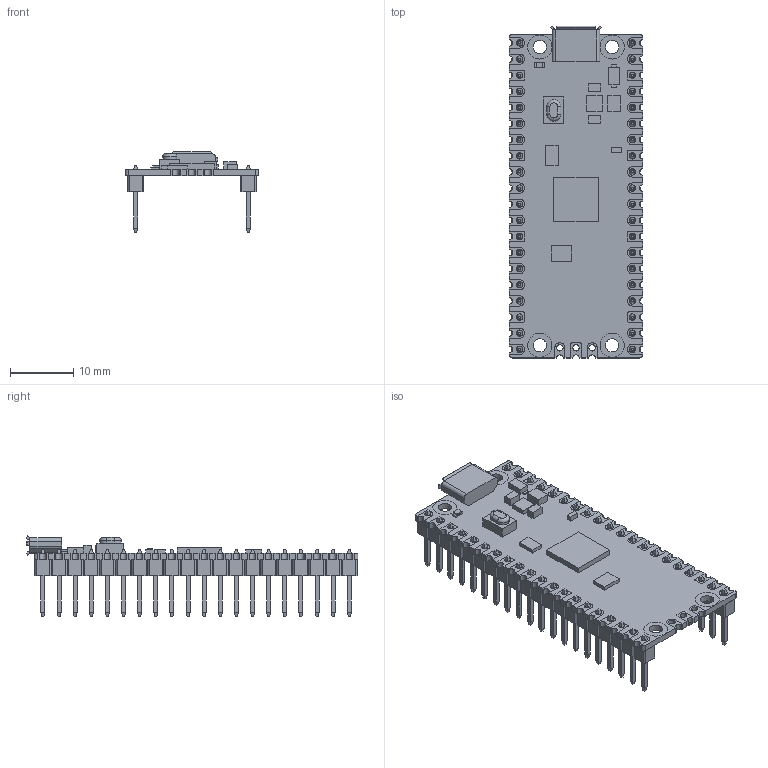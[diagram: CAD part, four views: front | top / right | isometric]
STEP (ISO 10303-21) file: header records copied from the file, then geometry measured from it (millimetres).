
FILE_DESCRIPTION(('FreeCAD Model'),'2;1');
FILE_NAME('Open CASCADE Shape Model','2023-04-12T12:42:45',(''),(''), 'Open CASCADE STEP processor 7.6','FreeCAD','Unknown');
FILE_SCHEMA(('AUTOMOTIVE_DESIGN { 1 0 10303 214 1 1 1 1 }'));
Length unit declared in the file: millimetre
Products named in the file (20): RaspberryPi_Pico_AddedHeaders_Socketed_STEP; Pico_AddedHeaders_Socketed_Module; Pico_Board; Pico_AddedHeaders_Socketed_Components; C1_47u; C2_47u; D1_MBR120VLSFT1G; D2_QSME-C194; D2_QSME-C194_Base; D2_QSME-C194_Phosphor; D2_QSME-C194_Lens; J1_690T505-x62-01x; L1_2u2; Q1_DMG1012T; SW1_TP-1221U-K9K5325; U1_RP2040; U2_RT6150B-33GQW; U3_W25Q16JVUXIQ; X1_X12M000000S096; SIP-20_Header
Assembly tree (20 placements, depth 5):
  RaspberryPi_Pico_AddedHeaders_Socketed_STEP
    Pico_AddedHeaders_Socketed_Module
      Pico_Board
      Pico_AddedHeaders_Socketed_Components
        C1_47u
        C2_47u
        D1_MBR120VLSFT1G
        D2_QSME-C194
          D2_QSME-C194_Base
          D2_QSME-C194_Phosphor
          D2_QSME-C194_Lens
        J1_690T505-x62-01x
        L1_2u2
        Q1_DMG1012T
        SW1_TP-1221U-K9K5325
        U1_RP2040
        U2_RT6150B-33GQW
        U3_W25Q16JVUXIQ
        X1_X12M000000S096
    SIP-20_Header  x2
Bounding box: 21 x 52.3 x 12.64 mm (x, y, z)
Volume: 1903.1 mm3; surface area: 4725.4 mm2
Topology: 17 solids, 17 shells, 1465 faces, 3777 edges, 2446 vertices
Faces by surface type: plane 1341, cylinder 122, torus 2
Full cylindrical faces by diameter (mm): 1 x43, 2.1 x4
Entity records: 35806 total; most frequent: CARTESIAN_POINT 5335, ORIENTED_EDGE 5222, DIRECTION 5005, EDGE_CURVE 2611, LINE 2221, VECTOR 2221, VERTEX_POINT 1722, AXIS2_PLACEMENT_3D 1392
